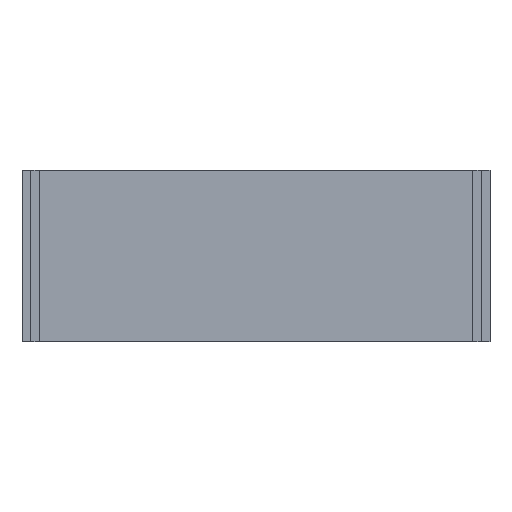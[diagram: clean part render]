
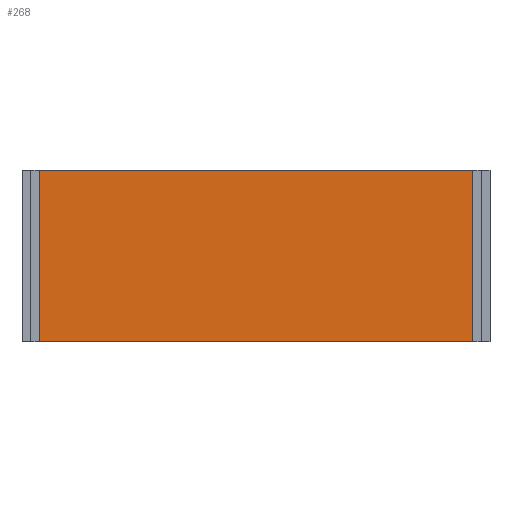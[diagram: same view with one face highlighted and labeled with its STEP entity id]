
A CAD part, top view. The second image highlights one B-rep face of the part: STEP entity #268.
In plain terms, the highlighted planar face has unit normal (0, 0, 1).
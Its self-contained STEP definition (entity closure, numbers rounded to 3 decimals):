
#22=FACE_OUTER_BOUND('',#36,.T.);
#36=EDGE_LOOP('',(#203,#204,#205,#206));
#43=LINE('',#373,#79);
#53=LINE('',#394,#89);
#66=LINE('',#419,#102);
#67=LINE('',#420,#103);
#79=VECTOR('',#307,10.);
#89=VECTOR('',#323,10.);
#102=VECTOR('',#344,10.);
#103=VECTOR('',#345,10.);
#115=VERTEX_POINT('',#371);
#116=VERTEX_POINT('',#372);
#123=VERTEX_POINT('',#392);
#124=VERTEX_POINT('',#393);
#139=EDGE_CURVE('',#115,#116,#43,.T.);
#149=EDGE_CURVE('',#123,#124,#53,.T.);
#162=EDGE_CURVE('',#116,#123,#66,.T.);
#163=EDGE_CURVE('',#124,#115,#67,.T.);
#203=ORIENTED_EDGE('',*,*,#139,.T.);
#204=ORIENTED_EDGE('',*,*,#162,.T.);
#205=ORIENTED_EDGE('',*,*,#149,.T.);
#206=ORIENTED_EDGE('',*,*,#163,.T.);
#254=PLANE('',#296);
#268=ADVANCED_FACE('',(#22),#254,.T.);
#296=AXIS2_PLACEMENT_3D('',#418,#342,#343);
#307=DIRECTION('',(0.,1.,0.));
#323=DIRECTION('',(0.,-1.,0.));
#342=DIRECTION('center_axis',(0.,0.,1.));
#343=DIRECTION('ref_axis',(1.,0.,0.));
#344=DIRECTION('',(-1.,0.,0.));
#345=DIRECTION('',(1.,0.,0.));
#371=CARTESIAN_POINT('',(416.,0.,8.));
#372=CARTESIAN_POINT('',(416.,158.,8.));
#373=CARTESIAN_POINT('',(416.,39.5,8.));
#392=CARTESIAN_POINT('',(16.,158.,8.));
#393=CARTESIAN_POINT('',(16.,0.,8.));
#394=CARTESIAN_POINT('',(16.,118.5,8.));
#418=CARTESIAN_POINT('Origin',(216.,79.,8.));
#419=CARTESIAN_POINT('',(432.,158.,8.));
#420=CARTESIAN_POINT('',(0.,0.,8.));
